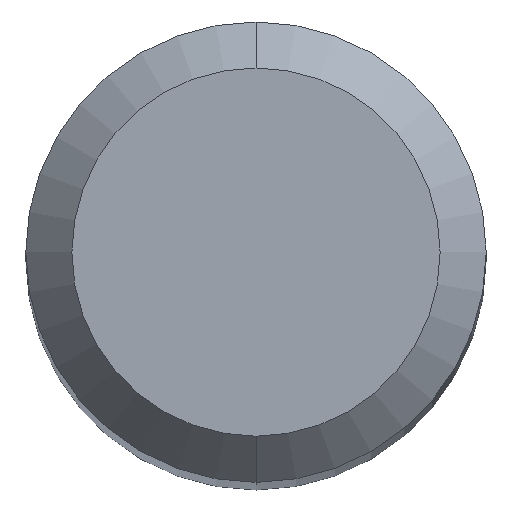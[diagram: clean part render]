
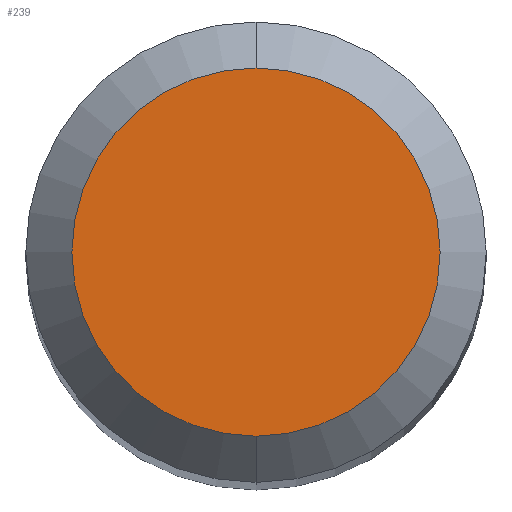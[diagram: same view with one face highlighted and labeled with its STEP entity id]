
A CAD part, top view. The second image highlights one B-rep face of the part: STEP entity #239.
In plain terms, the highlighted planar face has unit normal (0, 0, 1).
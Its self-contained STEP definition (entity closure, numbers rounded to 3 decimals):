
#239=ADVANCED_FACE('',(#552),#553,.T.);
#271=EDGE_CURVE('',#373,#299,#591,.T.);
#299=VERTEX_POINT('',#620);
#373=VERTEX_POINT('',#700);
#431=EDGE_CURVE('',#299,#373,#763,.T.);
#552=FACE_OUTER_BOUND('',#964,.T.);
#553=PLANE('',#965);
#591=CIRCLE('',#1030,1.2);
#620=CARTESIAN_POINT('',(0.0,1.2,0.0));
#700=CARTESIAN_POINT('',(0.,-1.2,0.0));
#763=CIRCLE('',#1376,1.2);
#964=EDGE_LOOP('',(#1524,#1525));
#965=AXIS2_PLACEMENT_3D('',#1526,#1527,#1528);
#1030=AXIS2_PLACEMENT_3D('',#1582,#1583,#1584);
#1376=AXIS2_PLACEMENT_3D('',#1756,#1757,#1758);
#1524=ORIENTED_EDGE('',*,*,#431,.F.);
#1525=ORIENTED_EDGE('',*,*,#271,.F.);
#1526=CARTESIAN_POINT('',(0.0,0.6,0.0));
#1527=DIRECTION('',(-0.0,0.0,1.0));
#1528=DIRECTION('',(0.0,-1.0,0.0));
#1582=CARTESIAN_POINT('',(0.0,0.0,0.0));
#1583=DIRECTION('',(0.0,0.0,-1.0));
#1584=DIRECTION('',(0.0,1.0,0.0));
#1756=CARTESIAN_POINT('',(0.0,0.0,0.0));
#1757=DIRECTION('',(0.0,0.0,-1.0));
#1758=DIRECTION('',(0.0,1.0,0.0));
